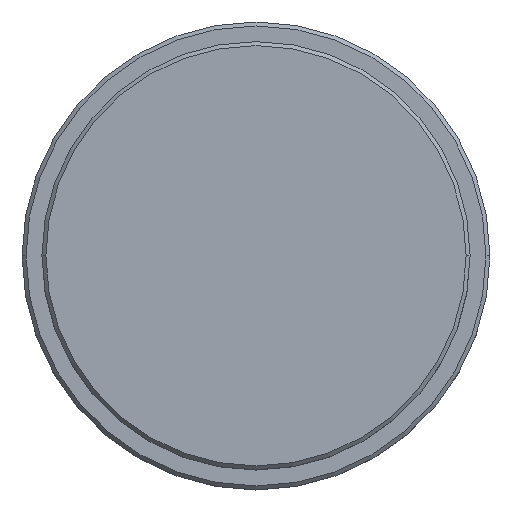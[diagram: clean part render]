
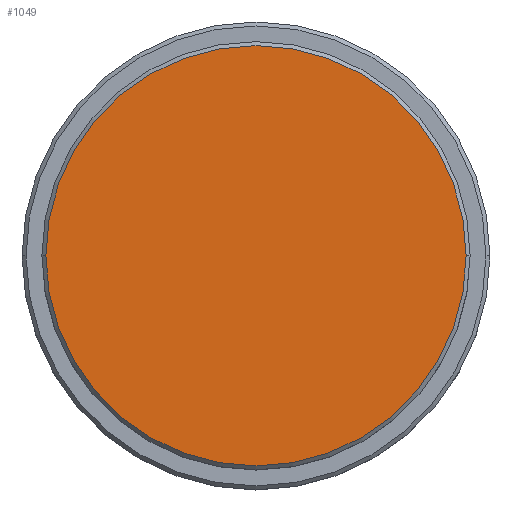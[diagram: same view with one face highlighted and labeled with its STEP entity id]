
A CAD part, top view. The second image highlights one B-rep face of the part: STEP entity #1049.
In plain terms, the highlighted planar face has unit normal (0, 0, 1).
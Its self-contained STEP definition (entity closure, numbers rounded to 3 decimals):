
#3 = AXIS2_PLACEMENT_3D ( 'NONE', #1204, #565, #1022 ) ;
#25 = DIRECTION ( 'NONE',  ( 1., 0., 0. ) ) ;
#166 = VERTEX_POINT ( 'NONE', #1013 ) ;
#176 = EDGE_LOOP ( 'NONE', ( #1159, #995 ) ) ;
#330 = VERTEX_POINT ( 'NONE', #1182 ) ;
#472 = EDGE_CURVE ( 'NONE', #330, #166, #598, .T. ) ;
#565 = DIRECTION ( 'NONE',  ( 0., 0., 1. ) ) ;
#598 = CIRCLE ( 'NONE', #1290, 26.5 ) ;
#680 = PLANE ( 'NONE',  #3 ) ;
#753 = CARTESIAN_POINT ( 'NONE',  ( 0., 0., 0. ) ) ;
#878 = FACE_OUTER_BOUND ( 'NONE', #176, .T. ) ;
#951 = CARTESIAN_POINT ( 'NONE',  ( 0., 0., 0. ) ) ;
#995 = ORIENTED_EDGE ( 'NONE', *, *, #472, .T. ) ;
#1013 = CARTESIAN_POINT ( 'NONE',  ( -26.5, 0., 0. ) ) ;
#1022 = DIRECTION ( 'NONE',  ( 1., 0., 0. ) ) ;
#1049 = ADVANCED_FACE ( 'NONE', ( #878 ), #680, .T. ) ;
#1096 = AXIS2_PLACEMENT_3D ( 'NONE', #951, #1263, #1392 ) ;
#1159 = ORIENTED_EDGE ( 'NONE', *, *, #1334, .T. ) ;
#1182 = CARTESIAN_POINT ( 'NONE',  ( 26.5, 0., 0. ) ) ;
#1204 = CARTESIAN_POINT ( 'NONE',  ( 0., 0., 0. ) ) ;
#1231 = CIRCLE ( 'NONE', #1096, 26.5 ) ;
#1263 = DIRECTION ( 'NONE',  ( 0., 0., 1. ) ) ;
#1290 = AXIS2_PLACEMENT_3D ( 'NONE', #753, #1323, #25 ) ;
#1323 = DIRECTION ( 'NONE',  ( 0., 0., 1. ) ) ;
#1334 = EDGE_CURVE ( 'NONE', #166, #330, #1231, .T. ) ;
#1392 = DIRECTION ( 'NONE',  ( 1., 0., 0. ) ) ;
